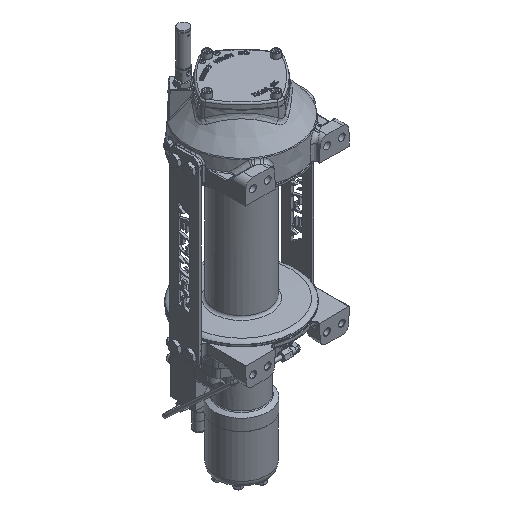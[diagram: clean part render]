
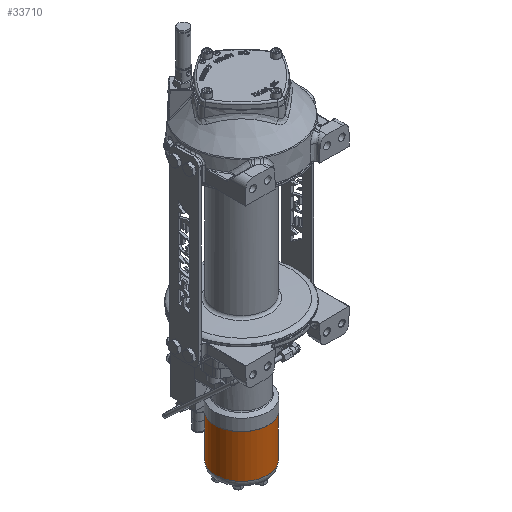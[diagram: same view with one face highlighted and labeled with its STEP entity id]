
A CAD part, isometric view. The second image highlights one B-rep face of the part: STEP entity #33710.
In plain terms, the highlighted cylindrical face has radius 50.038 mm (diameter 100.076 mm), a full revolution.
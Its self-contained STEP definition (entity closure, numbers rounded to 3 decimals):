
#1695=CYLINDRICAL_SURFACE('',#36820,50.038);
#3514=CIRCLE('',#36817,50.038);
#3515=CIRCLE('',#36818,50.038);
#3517=CIRCLE('',#36821,50.038);
#3518=CIRCLE('',#36822,50.038);
#5300=FACE_OUTER_BOUND('',#7326,.T.);
#7326=EDGE_LOOP('',(#28779,#28780,#28781,#28782,#28783,#28784));
#9722=LINE('',#82314,#12111);
#12111=VECTOR('',#45011,50.038);
#15271=VERTEX_POINT('',#82304);
#15272=VERTEX_POINT('',#82305);
#15273=VERTEX_POINT('',#82310);
#15274=VERTEX_POINT('',#82311);
#20042=EDGE_CURVE('',#15271,#15272,#3514,.T.);
#20043=EDGE_CURVE('',#15272,#15271,#3515,.T.);
#20045=EDGE_CURVE('',#15273,#15274,#3517,.T.);
#20046=EDGE_CURVE('',#15274,#15273,#3518,.T.);
#20047=EDGE_CURVE('',#15274,#15272,#9722,.T.);
#28779=ORIENTED_EDGE('',*,*,#20045,.F.);
#28780=ORIENTED_EDGE('',*,*,#20046,.F.);
#28781=ORIENTED_EDGE('',*,*,#20047,.T.);
#28782=ORIENTED_EDGE('',*,*,#20043,.T.);
#28783=ORIENTED_EDGE('',*,*,#20042,.T.);
#28784=ORIENTED_EDGE('',*,*,#20047,.F.);
#33710=ADVANCED_FACE('',(#5300),#1695,.T.);
#36817=AXIS2_PLACEMENT_3D('',#82306,#44999,#45000);
#36818=AXIS2_PLACEMENT_3D('',#82307,#45001,#45002);
#36820=AXIS2_PLACEMENT_3D('',#82309,#45005,#45006);
#36821=AXIS2_PLACEMENT_3D('',#82312,#45007,#45008);
#36822=AXIS2_PLACEMENT_3D('',#82313,#45009,#45010);
#44999=DIRECTION('center_axis',(0.,0.,
1.));
#45000=DIRECTION('ref_axis',(1.,0.,0.));
#45001=DIRECTION('center_axis',(0.,0.,
1.));
#45002=DIRECTION('ref_axis',(1.,0.,0.));
#45005=DIRECTION('center_axis',(0.,0.,
1.));
#45006=DIRECTION('ref_axis',(1.,0.,0.));
#45007=DIRECTION('center_axis',(0.,0.,
1.));
#45008=DIRECTION('ref_axis',(1.,0.,0.));
#45009=DIRECTION('center_axis',(0.,0.,
1.));
#45010=DIRECTION('ref_axis',(1.,0.,0.));
#45011=DIRECTION('',(0.,0.,-1.));
#82304=CARTESIAN_POINT('',(50.038,0.,-528.639));
#82305=CARTESIAN_POINT('',(-50.038,0.,-528.639));
#82306=CARTESIAN_POINT('Origin',(0.,0.,
-528.639));
#82307=CARTESIAN_POINT('Origin',(0.,0.,
-528.639));
#82309=CARTESIAN_POINT('Origin',(0.,0.,
-254.038));
#82310=CARTESIAN_POINT('',(50.038,0.,-445.708));
#82311=CARTESIAN_POINT('',(-50.038,0.,-445.708));
#82312=CARTESIAN_POINT('Origin',(0.,0.,
-445.708));
#82313=CARTESIAN_POINT('Origin',(0.,0.,
-445.708));
#82314=CARTESIAN_POINT('',(-50.038,0.,-254.038));
